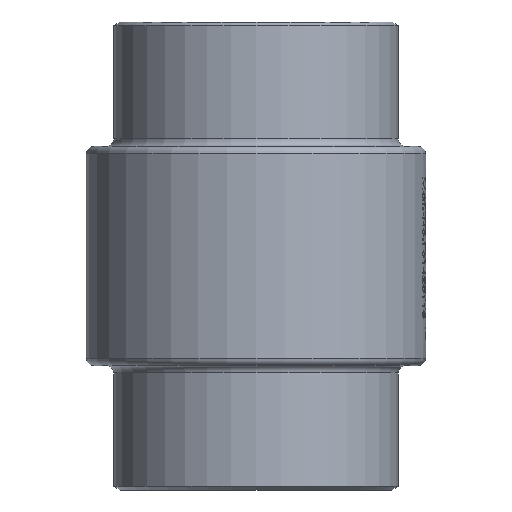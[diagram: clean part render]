
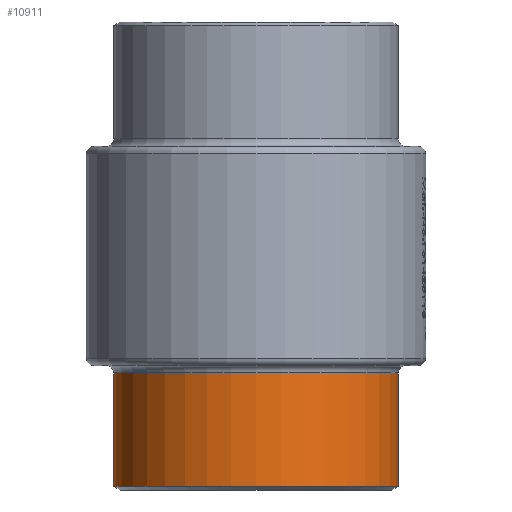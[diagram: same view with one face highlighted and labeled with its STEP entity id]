
A CAD part, front view. The second image highlights one B-rep face of the part: STEP entity #10911.
In plain terms, the highlighted cylindrical face has radius 57.15 mm (diameter 114.3 mm), a partial arc.
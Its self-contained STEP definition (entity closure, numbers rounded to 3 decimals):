
#1047 = ORIENTED_EDGE ( 'NONE', *, *, #21028, .F. ) ;
#1429 = EDGE_CURVE ( 'NONE', #25940, #25360, #3480, .T. ) ;
#2130 = DIRECTION ( 'NONE',  ( 0., 0., -1. ) ) ;
#3352 = CARTESIAN_POINT ( 'NONE',  ( -57.15, 0., -141. ) ) ;
#3480 = LINE ( 'NONE', #11979, #5759 ) ;
#5412 = CARTESIAN_POINT ( 'NONE',  ( 57.15, 0., -186.499 ) ) ;
#5693 = AXIS2_PLACEMENT_3D ( 'NONE', #20445, #14314, #24613 ) ;
#5759 = VECTOR ( 'NONE', #20463, 1000. ) ;
#6792 = CARTESIAN_POINT ( 'NONE',  ( -57.15, 0., -186.499 ) ) ;
#6850 = DIRECTION ( 'NONE',  ( 1., 0., 0. ) ) ;
#8346 = AXIS2_PLACEMENT_3D ( 'NONE', #11051, #10773, #23553 ) ;
#9988 = EDGE_LOOP ( 'NONE', ( #15236, #22923, #22140, #1047 ) ) ;
#10773 = DIRECTION ( 'NONE',  ( 0., 0., 1. ) ) ;
#10911 = ADVANCED_FACE ( 'NONE', ( #15065 ), #11038, .T. ) ;
#11038 = CYLINDRICAL_SURFACE ( 'NONE', #19972, 57.15 ) ;
#11051 = CARTESIAN_POINT ( 'NONE',  ( 0., 0., -186.499 ) ) ;
#11928 = CIRCLE ( 'NONE', #5693, 57.15 ) ;
#11979 = CARTESIAN_POINT ( 'NONE',  ( -57.15, 0., -188. ) ) ;
#12352 = CIRCLE ( 'NONE', #8346, 57.15 ) ;
#14314 = DIRECTION ( 'NONE',  ( 0., 0., -1. ) ) ;
#15065 = FACE_OUTER_BOUND ( 'NONE', #9988, .T. ) ;
#15206 = DIRECTION ( 'NONE',  ( 0., 0., -1. ) ) ;
#15236 = ORIENTED_EDGE ( 'NONE', *, *, #17302, .T. ) ;
#17302 = EDGE_CURVE ( 'NONE', #20736, #25940, #11928, .T. ) ;
#17306 = LINE ( 'NONE', #25786, #18570 ) ;
#17322 = VERTEX_POINT ( 'NONE', #5412 ) ;
#18570 = VECTOR ( 'NONE', #2130, 1000. ) ;
#19972 = AXIS2_PLACEMENT_3D ( 'NONE', #21873, #15206, #6850 ) ;
#20445 = CARTESIAN_POINT ( 'NONE',  ( 0., 0., -141. ) ) ;
#20463 = DIRECTION ( 'NONE',  ( 0., 0., -1. ) ) ;
#20736 = VERTEX_POINT ( 'NONE', #23313 ) ;
#21028 = EDGE_CURVE ( 'NONE', #20736, #17322, #17306, .T. ) ;
#21099 = EDGE_CURVE ( 'NONE', #25360, #17322, #12352, .T. ) ;
#21873 = CARTESIAN_POINT ( 'NONE',  ( 0., 0., -188. ) ) ;
#22140 = ORIENTED_EDGE ( 'NONE', *, *, #21099, .T. ) ;
#22923 = ORIENTED_EDGE ( 'NONE', *, *, #1429, .T. ) ;
#23313 = CARTESIAN_POINT ( 'NONE',  ( 57.15, 0., -141. ) ) ;
#23553 = DIRECTION ( 'NONE',  ( 1., 0., 0. ) ) ;
#24613 = DIRECTION ( 'NONE',  ( 1., 0., 0. ) ) ;
#25360 = VERTEX_POINT ( 'NONE', #6792 ) ;
#25786 = CARTESIAN_POINT ( 'NONE',  ( 57.15, 0., -188. ) ) ;
#25940 = VERTEX_POINT ( 'NONE', #3352 ) ;
